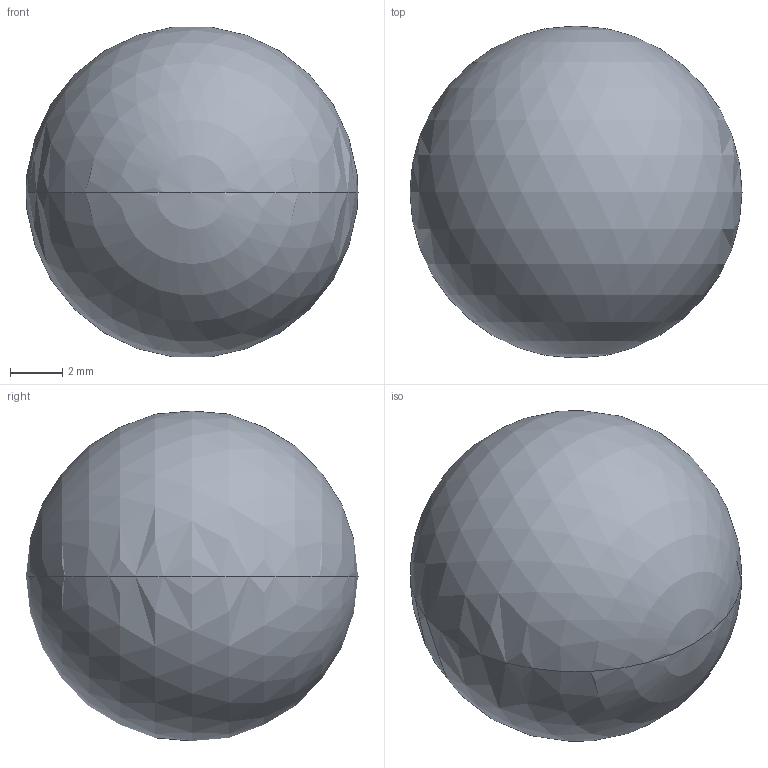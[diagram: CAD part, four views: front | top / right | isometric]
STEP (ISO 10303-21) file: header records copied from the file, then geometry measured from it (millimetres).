
FILE_DESCRIPTION((''),'2;1');
FILE_NAME('STEELBEARING_05IN_APEX_07_0','2025-12-14T18:30:34',('zadro'),(''),'CREO PARAMETRIC BY PTC INC, 2025102','CREO PARAMETRIC BY PTC INC, 2025102','');
FILE_SCHEMA(('CONFIG_CONTROL_DESIGN'));
Length unit declared in the file: inch
Products named in the file (1): STEELBEARING_05IN_APEX_07_0
Bounding box: 12.7 x 12.7 x 12.62 mm (x, y, z)
Volume: 1072.5 mm3; surface area: 506.7 mm2
Topology: 1 solids, 1 shells, 2 faces, 6 edges, 2 vertices
Faces by surface type: sphere 2
Entity records: 84 total; most frequent: DIRECTION 8, CARTESIAN_POINT 6, AXIS2_PLACEMENT_3D 4, ORIENTED_EDGE 4, PERSON_AND_ORGANIZATION_ROLE 4, CC_DESIGN_PERSON_AND_ORGANIZATION_ASSIGNMENT 4, VERTEX_POINT 2, SPHERICAL_SURFACE 2
